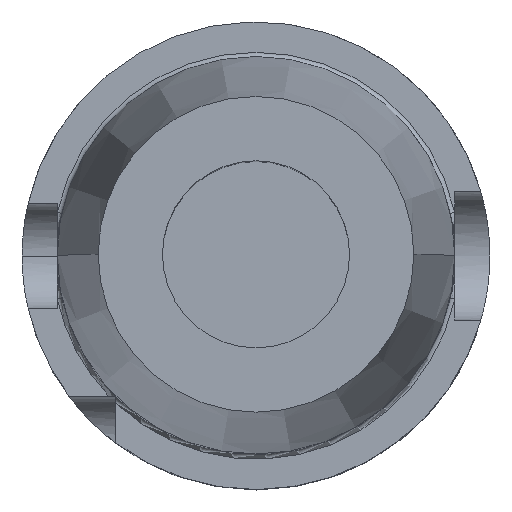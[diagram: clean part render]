
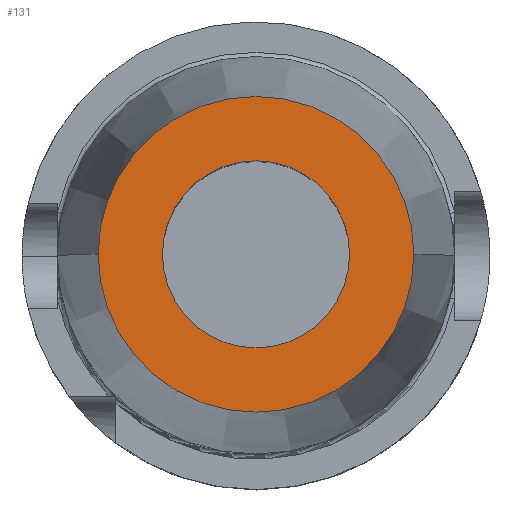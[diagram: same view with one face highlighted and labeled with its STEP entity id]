
A CAD part, top view. The second image highlights one B-rep face of the part: STEP entity #131.
In plain terms, the highlighted planar face has unit normal (0, 0, 1).
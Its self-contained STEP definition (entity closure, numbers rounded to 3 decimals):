
#131 = ADVANCED_FACE ( 'NONE', ( #2707, #2289 ), #3354, .T. ) ;
#141 = VERTEX_POINT ( 'NONE', #2801 ) ;
#149 = CIRCLE ( 'NONE', #1547, 13.5 ) ;
#185 = CIRCLE ( 'NONE', #1971, 8. ) ;
#208 = ORIENTED_EDGE ( 'NONE', *, *, #2793, .T. ) ;
#267 = CARTESIAN_POINT ( 'NONE',  ( 0., 0., 90. ) ) ;
#281 = DIRECTION ( 'NONE',  ( -1., 0., 0. ) ) ;
#461 = ORIENTED_EDGE ( 'NONE', *, *, #1347, .F. ) ;
#769 = DIRECTION ( 'NONE',  ( 0., 0., -1. ) ) ;
#940 = EDGE_CURVE ( 'NONE', #141, #3132, #1826, .T. ) ;
#1038 = DIRECTION ( 'NONE',  ( -1., 0., 0. ) ) ;
#1071 = ORIENTED_EDGE ( 'NONE', *, *, #940, .T. ) ;
#1184 = CARTESIAN_POINT ( 'NONE',  ( -13.5, 0., 90. ) ) ;
#1188 = VERTEX_POINT ( 'NONE', #2865 ) ;
#1309 = DIRECTION ( 'NONE',  ( 0., 0., -1. ) ) ;
#1347 = EDGE_CURVE ( 'NONE', #2312, #1188, #1464, .T. ) ;
#1464 = CIRCLE ( 'NONE', #1814, 13.5 ) ;
#1496 = AXIS2_PLACEMENT_3D ( 'NONE', #3222, #1309, #1038 ) ;
#1547 = AXIS2_PLACEMENT_3D ( 'NONE', #267, #1583, #281 ) ;
#1568 = CARTESIAN_POINT ( 'NONE',  ( 0., 0., 90. ) ) ;
#1571 = CARTESIAN_POINT ( 'NONE',  ( 8., 0., 90. ) ) ;
#1583 = DIRECTION ( 'NONE',  ( 0., 0., -1. ) ) ;
#1772 = EDGE_CURVE ( 'NONE', #1188, #2312, #149, .T. ) ;
#1810 = CARTESIAN_POINT ( 'NONE',  ( 0., 0., 90. ) ) ;
#1814 = AXIS2_PLACEMENT_3D ( 'NONE', #1810, #3179, #2344 ) ;
#1826 = CIRCLE ( 'NONE', #1496, 8. ) ;
#1921 = EDGE_LOOP ( 'NONE', ( #461, #2051 ) ) ;
#1971 = AXIS2_PLACEMENT_3D ( 'NONE', #2659, #769, #2699 ) ;
#2041 = EDGE_LOOP ( 'NONE', ( #1071, #208 ) ) ;
#2051 = ORIENTED_EDGE ( 'NONE', *, *, #1772, .F. ) ;
#2133 = DIRECTION ( 'NONE',  ( 1., 0., 0. ) ) ;
#2289 = FACE_OUTER_BOUND ( 'NONE', #1921, .T. ) ;
#2312 = VERTEX_POINT ( 'NONE', #1184 ) ;
#2344 = DIRECTION ( 'NONE',  ( -1., 0., 0. ) ) ;
#2659 = CARTESIAN_POINT ( 'NONE',  ( 0., 0., 90. ) ) ;
#2699 = DIRECTION ( 'NONE',  ( -1., 0., 0. ) ) ;
#2707 = FACE_BOUND ( 'NONE', #2041, .T. ) ;
#2793 = EDGE_CURVE ( 'NONE', #3132, #141, #185, .T. ) ;
#2801 = CARTESIAN_POINT ( 'NONE',  ( -8., 0., 90. ) ) ;
#2865 = CARTESIAN_POINT ( 'NONE',  ( 13.5, 0., 90. ) ) ;
#3028 = AXIS2_PLACEMENT_3D ( 'NONE', #1568, #3198, #2133 ) ;
#3132 = VERTEX_POINT ( 'NONE', #1571 ) ;
#3179 = DIRECTION ( 'NONE',  ( 0., 0., -1. ) ) ;
#3198 = DIRECTION ( 'NONE',  ( 0., 0., 1. ) ) ;
#3222 = CARTESIAN_POINT ( 'NONE',  ( 0., 0., 90. ) ) ;
#3354 = PLANE ( 'NONE',  #3028 ) ;
